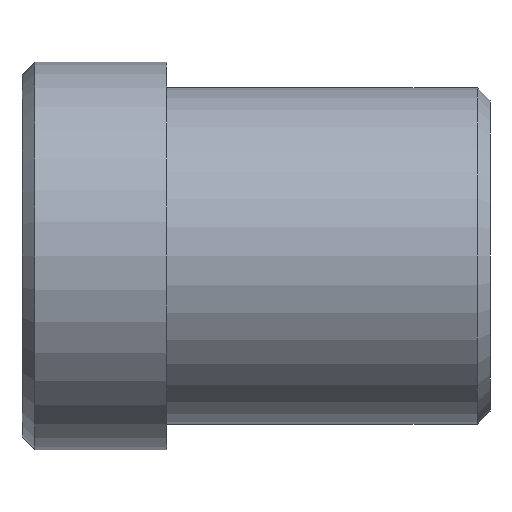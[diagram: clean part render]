
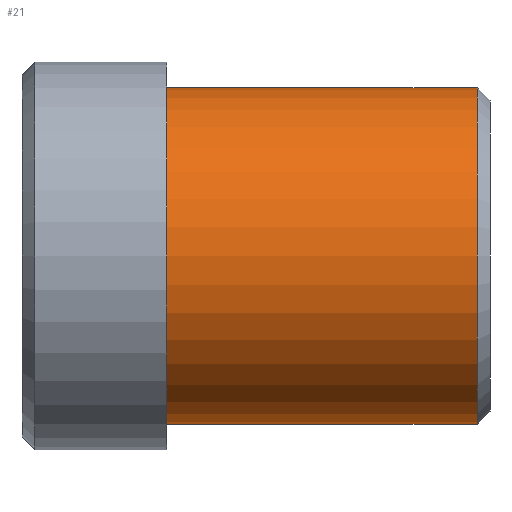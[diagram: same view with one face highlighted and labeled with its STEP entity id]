
A CAD part, front view. The second image highlights one B-rep face of the part: STEP entity #21.
In plain terms, the highlighted cylindrical face has radius 13 mm (diameter 26 mm), a partial arc.
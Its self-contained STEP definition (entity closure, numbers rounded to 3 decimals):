
#21 = ADVANCED_FACE ( 'NONE', ( #326 ), #393, .T. ) ;
#22 = ORIENTED_EDGE ( 'NONE', *, *, #336, .T. ) ;
#27 = DIRECTION ( 'NONE',  ( 0., 0., 1. ) ) ;
#41 = CARTESIAN_POINT ( 'NONE',  ( 35.193, 0., 13. ) ) ;
#86 = ORIENTED_EDGE ( 'NONE', *, *, #171, .F. ) ;
#92 = ORIENTED_EDGE ( 'NONE', *, *, #161, .T. ) ;
#107 = CARTESIAN_POINT ( 'NONE',  ( 0., 0., 13. ) ) ;
#110 = CIRCLE ( 'NONE', #121, 13. ) ;
#114 = EDGE_LOOP ( 'NONE', ( #86, #92, #22, #236 ) ) ;
#121 = AXIS2_PLACEMENT_3D ( 'NONE', #162, #163, #27 ) ;
#161 = EDGE_CURVE ( 'NONE', #400, #325, #110, .T. ) ;
#162 = CARTESIAN_POINT ( 'NONE',  ( 35.193, 0., 0. ) ) ;
#163 = DIRECTION ( 'NONE',  ( -1., 0., 0. ) ) ;
#169 = AXIS2_PLACEMENT_3D ( 'NONE', #303, #186, #412 ) ;
#171 = EDGE_CURVE ( 'NONE', #400, #305, #207, .T. ) ;
#176 = CARTESIAN_POINT ( 'NONE',  ( 35.193, 0., -13. ) ) ;
#180 = VECTOR ( 'NONE', #202, 1000. ) ;
#186 = DIRECTION ( 'NONE',  ( -1., 0., 0. ) ) ;
#188 = VERTEX_POINT ( 'NONE', #424 ) ;
#202 = DIRECTION ( 'NONE',  ( -1., 0., 0. ) ) ;
#207 = LINE ( 'NONE', #391, #180 ) ;
#208 = CARTESIAN_POINT ( 'NONE',  ( 11.193, 0., 0. ) ) ;
#217 = CIRCLE ( 'NONE', #369, 13. ) ;
#219 = LINE ( 'NONE', #107, #359 ) ;
#232 = DIRECTION ( 'NONE',  ( -1., 0., 0. ) ) ;
#236 = ORIENTED_EDGE ( 'NONE', *, *, #299, .F. ) ;
#296 = DIRECTION ( 'NONE',  ( 0., 0., 1. ) ) ;
#299 = EDGE_CURVE ( 'NONE', #305, #188, #217, .T. ) ;
#303 = CARTESIAN_POINT ( 'NONE',  ( 0., 0., 0. ) ) ;
#305 = VERTEX_POINT ( 'NONE', #421 ) ;
#325 = VERTEX_POINT ( 'NONE', #41 ) ;
#326 = FACE_OUTER_BOUND ( 'NONE', #114, .T. ) ;
#330 = DIRECTION ( 'NONE',  ( -1., 0., 0. ) ) ;
#336 = EDGE_CURVE ( 'NONE', #325, #188, #219, .T. ) ;
#359 = VECTOR ( 'NONE', #330, 1000. ) ;
#369 = AXIS2_PLACEMENT_3D ( 'NONE', #208, #232, #296 ) ;
#391 = CARTESIAN_POINT ( 'NONE',  ( 0., 0., -13. ) ) ;
#393 = CYLINDRICAL_SURFACE ( 'NONE', #169, 13. ) ;
#400 = VERTEX_POINT ( 'NONE', #176 ) ;
#412 = DIRECTION ( 'NONE',  ( 0., 0., 1. ) ) ;
#421 = CARTESIAN_POINT ( 'NONE',  ( 11.193, 0., -13. ) ) ;
#424 = CARTESIAN_POINT ( 'NONE',  ( 11.193, 0., 13. ) ) ;
